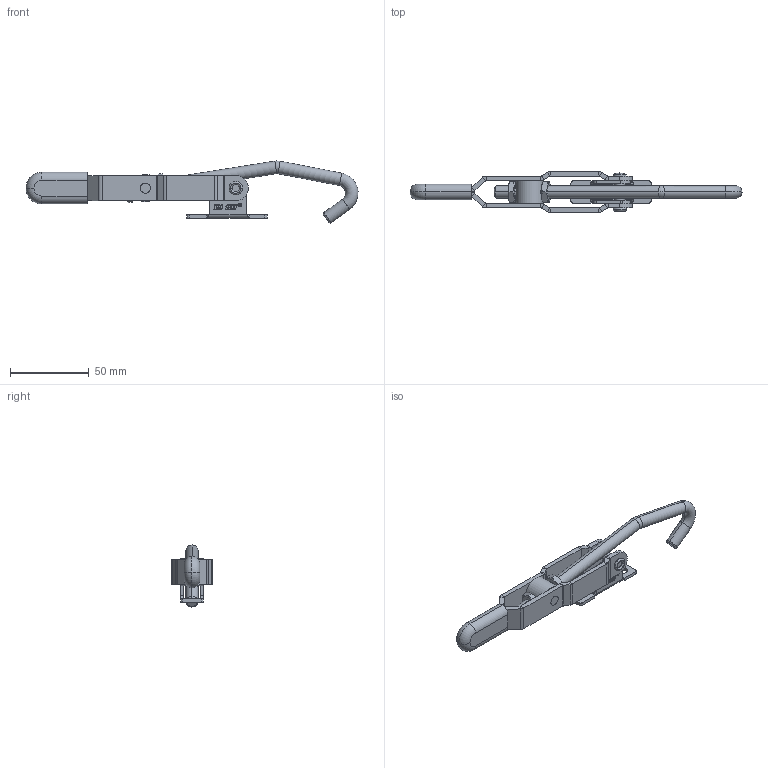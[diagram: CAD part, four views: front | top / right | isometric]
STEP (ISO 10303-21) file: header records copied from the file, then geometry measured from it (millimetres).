
FILE_DESCRIPTION (( 'STEP AP203' ), '1' );
FILE_NAME ('HS-452 .STEP', '2019-08-22T09:01:33', ( '微软用户' ), ( '微软中国' ), 'SwSTEP 2.0', 'SolidWorks 2012', '' );
FILE_SCHEMA (( 'CONFIG_CONTROL_DESIGN' ));
Length unit declared in the file: millimetre
Products named in the file (8): HS-452 ; 穩隊; hex thin nuts-grades ab-chamfered gb_GB_FASTENER_NUT_STNAB M8-N; 种2; 忒梟; 忒參; 境像; 菁釱
Assembly tree (9 placements, depth 2):
  HS-452 
    菁釱
    境像
    忒參
    忒梟  x2
    种2
    hex thin nuts-grades ab-chamfered gb_GB_FASTENER_NUT_STNAB M8-N  x2
    穩隊
Bounding box: 210.56 x 26.2 x 39.34 mm (x, y, z)
Volume: 32717.1 mm3; surface area: 22484.1 mm2
Topology: 9 solids, 9 shells, 584 faces, 1476 edges, 934 vertices
Faces by surface type: plane 337, bspline 118, cylinder 91, torus 18, cone 18, sphere 2
Entity records: 22096 total; most frequent: CARTESIAN_POINT 9472, ORIENTED_EDGE 2632, DIRECTION 2042, EDGE_CURVE 1316, VECTOR 882, LINE 882, VERTEX_POINT 846, AXIS2_PLACEMENT_3D 580
